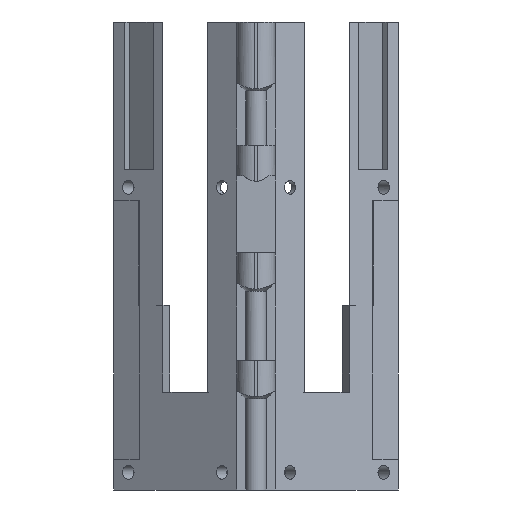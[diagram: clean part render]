
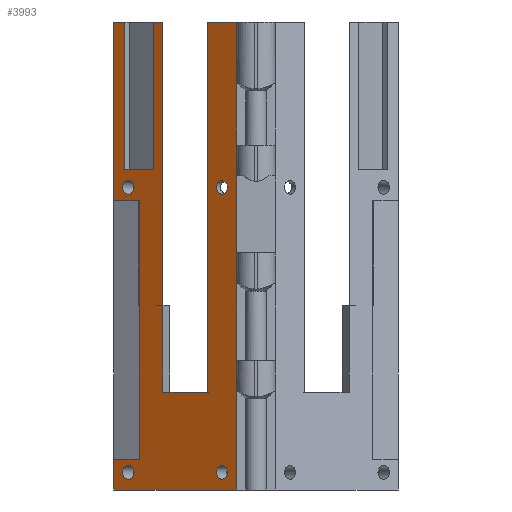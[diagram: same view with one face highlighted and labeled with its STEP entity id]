
A CAD part, front view. The second image highlights one B-rep face of the part: STEP entity #3993.
In plain terms, the highlighted planar face has unit normal (-0.555, -0.832, 0).
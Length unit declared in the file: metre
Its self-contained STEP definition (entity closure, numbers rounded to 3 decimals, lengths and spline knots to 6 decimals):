
#113=LINE('',#5699,#537);
#175=LINE('',#5967,#599);
#250=LINE('',#6146,#674);
#251=LINE('',#6149,#675);
#252=LINE('',#6150,#676);
#253=LINE('',#6152,#677);
#254=LINE('',#6154,#678);
#255=LINE('',#6156,#679);
#256=LINE('',#6158,#680);
#257=LINE('',#6160,#681);
#258=LINE('',#6162,#682);
#259=LINE('',#6164,#683);
#260=LINE('',#6166,#684);
#261=LINE('',#6168,#685);
#262=LINE('',#6170,#686);
#263=LINE('',#6172,#687);
#264=LINE('',#6173,#688);
#265=LINE('',#6175,#689);
#266=LINE('',#6177,#690);
#267=LINE('',#6179,#691);
#268=LINE('',#6181,#692);
#269=LINE('',#6183,#693);
#270=LINE('',#6185,#694);
#271=LINE('',#6187,#695);
#537=VECTOR('',#4575,1.);
#599=VECTOR('',#4695,1.);
#674=VECTOR('',#4814,1.);
#675=VECTOR('',#4815,1.);
#676=VECTOR('',#4816,1.);
#677=VECTOR('',#4817,1.);
#678=VECTOR('',#4818,1.);
#679=VECTOR('',#4819,1.);
#680=VECTOR('',#4820,1.);
#681=VECTOR('',#4821,1.);
#682=VECTOR('',#4822,1.);
#683=VECTOR('',#4823,1.);
#684=VECTOR('',#4824,1.);
#685=VECTOR('',#4825,1.);
#686=VECTOR('',#4826,1.);
#687=VECTOR('',#4827,1.);
#688=VECTOR('',#4828,1.);
#689=VECTOR('',#4829,1.);
#690=VECTOR('',#4830,1.);
#691=VECTOR('',#4831,1.);
#692=VECTOR('',#4832,1.);
#693=VECTOR('',#4833,1.);
#694=VECTOR('',#4834,1.);
#695=VECTOR('',#4835,1.);
#1157=ORIENTED_EDGE('',*,*,#2315,.F.);
#1158=ORIENTED_EDGE('',*,*,#2316,.F.);
#1159=ORIENTED_EDGE('',*,*,#2317,.F.);
#1160=ORIENTED_EDGE('',*,*,#2318,.F.);
#1161=ORIENTED_EDGE('',*,*,#2319,.F.);
#1162=ORIENTED_EDGE('',*,*,#2320,.F.);
#1163=ORIENTED_EDGE('',*,*,#2134,.T.);
#1164=ORIENTED_EDGE('',*,*,#2321,.T.);
#1165=ORIENTED_EDGE('',*,*,#2322,.T.);
#1166=ORIENTED_EDGE('',*,*,#2323,.T.);
#1167=ORIENTED_EDGE('',*,*,#2324,.T.);
#1168=ORIENTED_EDGE('',*,*,#2325,.T.);
#1169=ORIENTED_EDGE('',*,*,#2326,.T.);
#1170=ORIENTED_EDGE('',*,*,#2327,.T.);
#1171=ORIENTED_EDGE('',*,*,#2328,.T.);
#1172=ORIENTED_EDGE('',*,*,#2329,.T.);
#1173=ORIENTED_EDGE('',*,*,#2330,.F.);
#1174=ORIENTED_EDGE('',*,*,#2331,.T.);
#1175=ORIENTED_EDGE('',*,*,#2332,.T.);
#1176=ORIENTED_EDGE('',*,*,#2227,.T.);
#1177=ORIENTED_EDGE('',*,*,#2333,.T.);
#1178=ORIENTED_EDGE('',*,*,#2334,.F.);
#1179=ORIENTED_EDGE('',*,*,#2335,.T.);
#1180=ORIENTED_EDGE('',*,*,#2336,.T.);
#1181=ORIENTED_EDGE('',*,*,#2337,.T.);
#1182=ORIENTED_EDGE('',*,*,#2338,.F.);
#1183=ORIENTED_EDGE('',*,*,#2339,.T.);
#1184=ORIENTED_EDGE('',*,*,#2340,.T.);
#2134=EDGE_CURVE('',#2721,#2720,#113,.T.);
#2227=EDGE_CURVE('',#2811,#2810,#175,.T.);
#2315=EDGE_CURVE('',#2889,#2889,#3140,.F.);
#2316=EDGE_CURVE('',#2890,#2890,#3141,.F.);
#2317=EDGE_CURVE('',#2891,#2891,#3142,.F.);
#2318=EDGE_CURVE('',#2892,#2892,#3143,.F.);
#2319=EDGE_CURVE('',#2893,#2894,#250,.T.);
#2320=EDGE_CURVE('',#2721,#2893,#251,.T.);
#2321=EDGE_CURVE('',#2720,#2895,#252,.T.);
#2322=EDGE_CURVE('',#2895,#2896,#253,.T.);
#2323=EDGE_CURVE('',#2896,#2897,#254,.T.);
#2324=EDGE_CURVE('',#2897,#2898,#255,.T.);
#2325=EDGE_CURVE('',#2898,#2899,#256,.T.);
#2326=EDGE_CURVE('',#2899,#2900,#257,.T.);
#2327=EDGE_CURVE('',#2900,#2901,#258,.T.);
#2328=EDGE_CURVE('',#2901,#2902,#259,.T.);
#2329=EDGE_CURVE('',#2902,#2903,#260,.T.);
#2330=EDGE_CURVE('',#2904,#2903,#261,.T.);
#2331=EDGE_CURVE('',#2904,#2905,#262,.T.);
#2332=EDGE_CURVE('',#2905,#2811,#263,.T.);
#2333=EDGE_CURVE('',#2810,#2906,#264,.T.);
#2334=EDGE_CURVE('',#2907,#2906,#265,.T.);
#2335=EDGE_CURVE('',#2907,#2908,#266,.T.);
#2336=EDGE_CURVE('',#2908,#2909,#267,.T.);
#2337=EDGE_CURVE('',#2909,#2910,#268,.T.);
#2338=EDGE_CURVE('',#2911,#2910,#269,.T.);
#2339=EDGE_CURVE('',#2911,#2912,#270,.T.);
#2340=EDGE_CURVE('',#2912,#2894,#271,.T.);
#2720=VERTEX_POINT('',#5698);
#2721=VERTEX_POINT('',#5700);
#2810=VERTEX_POINT('',#5966);
#2811=VERTEX_POINT('',#5968);
#2889=VERTEX_POINT('',#6139);
#2890=VERTEX_POINT('',#6141);
#2891=VERTEX_POINT('',#6143);
#2892=VERTEX_POINT('',#6145);
#2893=VERTEX_POINT('',#6147);
#2894=VERTEX_POINT('',#6148);
#2895=VERTEX_POINT('',#6151);
#2896=VERTEX_POINT('',#6153);
#2897=VERTEX_POINT('',#6155);
#2898=VERTEX_POINT('',#6157);
#2899=VERTEX_POINT('',#6159);
#2900=VERTEX_POINT('',#6161);
#2901=VERTEX_POINT('',#6163);
#2902=VERTEX_POINT('',#6165);
#2903=VERTEX_POINT('',#6167);
#2904=VERTEX_POINT('',#6169);
#2905=VERTEX_POINT('',#6171);
#2906=VERTEX_POINT('',#6174);
#2907=VERTEX_POINT('',#6176);
#2908=VERTEX_POINT('',#6178);
#2909=VERTEX_POINT('',#6180);
#2910=VERTEX_POINT('',#6182);
#2911=VERTEX_POINT('',#6184);
#2912=VERTEX_POINT('',#6186);
#3140=CIRCLE('',#4266,0.001425);
#3141=CIRCLE('',#4267,0.001425);
#3142=CIRCLE('',#4268,0.001425);
#3143=CIRCLE('',#4269,0.001425);
#3259=EDGE_LOOP('',(#1157));
#3260=EDGE_LOOP('',(#1158));
#3261=EDGE_LOOP('',(#1159));
#3262=EDGE_LOOP('',(#1160));
#3263=EDGE_LOOP('',(#1161,#1162,#1163,#1164,#1165,#1166,#1167,#1168,#1169,
#1170,#1171,#1172,#1173,#1174,#1175,#1176,#1177,#1178,#1179,#1180,#1181,
#1182,#1183,#1184));
#3553=FACE_BOUND('',#3259,.T.);
#3554=FACE_BOUND('',#3260,.T.);
#3555=FACE_BOUND('',#3261,.T.);
#3556=FACE_BOUND('',#3262,.T.);
#3557=FACE_BOUND('',#3263,.T.);
#3821=PLANE('',#4265);
#3993=ADVANCED_FACE('',(#3553,#3554,#3555,#3556,#3557),#3821,.F.);
#4265=AXIS2_PLACEMENT_3D('',#6137,#4804,#4805);
#4266=AXIS2_PLACEMENT_3D('',#6138,#4806,#4807);
#4267=AXIS2_PLACEMENT_3D('',#6140,#4808,#4809);
#4268=AXIS2_PLACEMENT_3D('',#6142,#4810,#4811);
#4269=AXIS2_PLACEMENT_3D('',#6144,#4812,#4813);
#4575=DIRECTION('',(0.832,-0.555,0.));
#4695=DIRECTION('',(0.,0.,1.));
#4804=DIRECTION('',(0.555,0.832,0.));
#4805=DIRECTION('',(-0.832,0.555,0.));
#4806=DIRECTION('',(0.555,0.832,0.));
#4807=DIRECTION('',(-0.832,0.555,0.));
#4808=DIRECTION('',(0.555,0.832,0.));
#4809=DIRECTION('',(-0.832,0.555,0.));
#4810=DIRECTION('',(0.555,0.832,0.));
#4811=DIRECTION('',(-0.832,0.555,0.));
#4812=DIRECTION('',(0.555,0.832,0.));
#4813=DIRECTION('',(-0.832,0.555,0.));
#4814=DIRECTION('',(0.832,-0.555,0.));
#4815=DIRECTION('',(0.,0.,1.));
#4816=DIRECTION('',(0.,0.,1.));
#4817=DIRECTION('',(0.,0.,1.));
#4818=DIRECTION('',(0.,0.,1.));
#4819=DIRECTION('',(0.,0.,1.));
#4820=DIRECTION('',(0.,0.,1.));
#4821=DIRECTION('',(0.,0.,1.));
#4822=DIRECTION('',(0.,0.,1.));
#4823=DIRECTION('',(0.,0.,1.));
#4824=DIRECTION('',(-0.832,0.555,0.));
#4825=DIRECTION('',(0.,0.,1.));
#4826=DIRECTION('',(-0.832,0.555,0.));
#4827=DIRECTION('',(0.,0.,1.));
#4828=DIRECTION('',(-0.832,0.555,0.));
#4829=DIRECTION('',(0.,0.,1.));
#4830=DIRECTION('',(-0.832,0.555,0.));
#4831=DIRECTION('',(0.,0.,1.));
#4832=DIRECTION('',(-0.832,0.555,0.));
#4833=DIRECTION('',(0.,0.,1.));
#4834=DIRECTION('',(0.832,-0.555,0.));
#4835=DIRECTION('',(0.,0.,-1.));
#5698=CARTESIAN_POINT('',(-0.004,-0.020925,-0.09652));
#5699=CARTESIAN_POINT('',(-0.020197,-0.010111,-0.09652));
#5700=CARTESIAN_POINT('',(-0.029349,-0.004,-0.09652));
#5966=CARTESIAN_POINT('',(-0.019196,-0.010779,0.));
#5967=CARTESIAN_POINT('',(-0.019196,-0.010779,-0.00635));
#5968=CARTESIAN_POINT('',(-0.019196,-0.010779,-0.05842));
#6137=CARTESIAN_POINT('',(-0.020197,-0.010111,-0.00635));
#6138=CARTESIAN_POINT('',(-0.007015,-0.018912,-0.092895));
#6139=CARTESIAN_POINT('',(-0.0082,-0.018121,-0.092895));
#6140=CARTESIAN_POINT('',(-0.026334,-0.006013,-0.034105));
#6141=CARTESIAN_POINT('',(-0.02752,-0.005222,-0.034105));
#6142=CARTESIAN_POINT('',(-0.007015,-0.018912,-0.034105));
#6143=CARTESIAN_POINT('',(-0.0082,-0.018121,-0.034105));
#6144=CARTESIAN_POINT('',(-0.026334,-0.006013,-0.092895));
#6145=CARTESIAN_POINT('',(-0.02752,-0.005222,-0.092895));
#6146=CARTESIAN_POINT('',(-0.020197,-0.010111,-0.09017));
#6147=CARTESIAN_POINT('',(-0.029349,-0.004,-0.09017));
#6148=CARTESIAN_POINT('',(-0.024093,-0.007509,-0.09017));
#6149=CARTESIAN_POINT('',(-0.029349,-0.004,-0.00635));
#6150=CARTESIAN_POINT('',(-0.004,-0.020925,-0.030482));
#6151=CARTESIAN_POINT('',(-0.004,-0.020925,-0.0762));
#6152=CARTESIAN_POINT('',(-0.004,-0.020925,-0.0762));
#6153=CARTESIAN_POINT('',(-0.004,-0.020925,-0.06985));
#6154=CARTESIAN_POINT('',(-0.004,-0.020925,-0.030482));
#6155=CARTESIAN_POINT('',(-0.004,-0.020925,-0.053975));
#6156=CARTESIAN_POINT('',(-0.004,-0.020925,-0.053975));
#6157=CARTESIAN_POINT('',(-0.004,-0.020925,-0.047625));
#6158=CARTESIAN_POINT('',(-0.004,-0.020925,-0.030482));
#6159=CARTESIAN_POINT('',(-0.004,-0.020925,-0.03175));
#6160=CARTESIAN_POINT('',(-0.004,-0.020925,-0.03175));
#6161=CARTESIAN_POINT('',(-0.004,-0.020925,-0.0254));
#6162=CARTESIAN_POINT('',(-0.004,-0.020925,-0.030482));
#6163=CARTESIAN_POINT('',(-0.004,-0.020925,-0.0127));
#6164=CARTESIAN_POINT('',(-0.004,-0.020925,-0.00635));
#6165=CARTESIAN_POINT('',(-0.004,-0.020925,0.));
#6166=CARTESIAN_POINT('',(-0.007019,-0.018909,0.));
#6167=CARTESIAN_POINT('',(-0.010038,-0.016894,0.));
#6168=CARTESIAN_POINT('',(-0.010038,-0.016894,-0.00635));
#6169=CARTESIAN_POINT('',(-0.010038,-0.016894,-0.07635));
#6170=CARTESIAN_POINT('',(-0.014617,-0.013836,-0.07635));
#6171=CARTESIAN_POINT('',(-0.019196,-0.010779,-0.07635));
#6172=CARTESIAN_POINT('',(-0.019196,-0.010779,-0.00635));
#6173=CARTESIAN_POINT('',(-0.020197,-0.010111,0.));
#6174=CARTESIAN_POINT('',(-0.021197,-0.009443,0.));
#6175=CARTESIAN_POINT('',(-0.021197,-0.009443,-0.00635));
#6176=CARTESIAN_POINT('',(-0.021197,-0.009443,-0.03048));
#6177=CARTESIAN_POINT('',(-0.020197,-0.010111,-0.03048));
#6178=CARTESIAN_POINT('',(-0.027073,-0.00552,-0.03048));
#6179=CARTESIAN_POINT('',(-0.027073,-0.00552,-0.00635));
#6180=CARTESIAN_POINT('',(-0.027073,-0.00552,0.));
#6181=CARTESIAN_POINT('',(-0.028211,-0.00476,0.));
#6182=CARTESIAN_POINT('',(-0.029349,-0.004,0.));
#6183=CARTESIAN_POINT('',(-0.029349,-0.004,-0.00635));
#6184=CARTESIAN_POINT('',(-0.029349,-0.004,-0.03683));
#6185=CARTESIAN_POINT('',(-0.020197,-0.010111,-0.03683));
#6186=CARTESIAN_POINT('',(-0.024093,-0.007509,-0.03683));
#6187=CARTESIAN_POINT('',(-0.024093,-0.007509,-0.03683));
